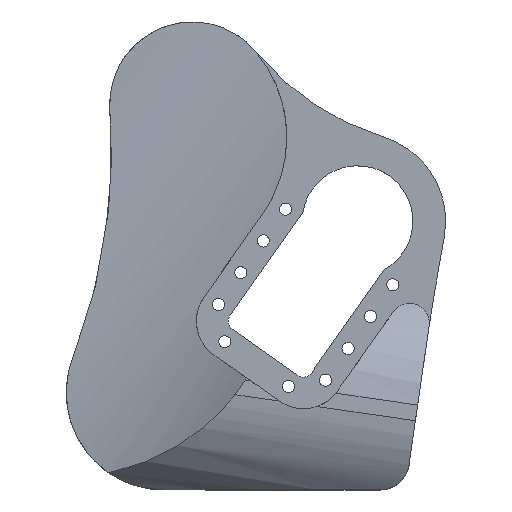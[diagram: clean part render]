
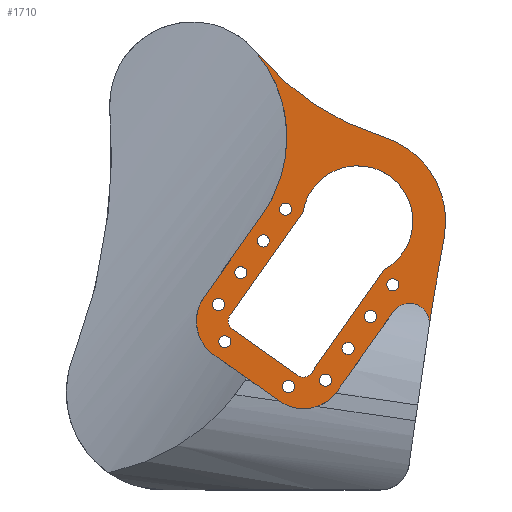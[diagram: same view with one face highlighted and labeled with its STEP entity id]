
A CAD part, top view. The second image highlights one B-rep face of the part: STEP entity #1710.
In plain terms, the highlighted planar face has unit normal (0, 0, 1).
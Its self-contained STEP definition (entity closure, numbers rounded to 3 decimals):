
#70=FACE_BOUND('',#318,.T.);
#71=FACE_BOUND('',#319,.T.);
#72=FACE_BOUND('',#320,.T.);
#73=FACE_BOUND('',#321,.T.);
#74=FACE_BOUND('',#322,.T.);
#75=FACE_BOUND('',#323,.T.);
#76=FACE_BOUND('',#324,.T.);
#77=FACE_BOUND('',#325,.T.);
#78=FACE_BOUND('',#326,.T.);
#79=FACE_BOUND('',#327,.T.);
#80=FACE_BOUND('',#328,.T.);
#123=PLANE('',#1882);
#205=FACE_OUTER_BOUND('',#317,.T.);
#317=EDGE_LOOP('',(#1535,#1536,#1537,#1538,#1539,#1540,#1541,#1542,#1543,
#1544));
#318=EDGE_LOOP('',(#1545));
#319=EDGE_LOOP('',(#1546));
#320=EDGE_LOOP('',(#1547));
#321=EDGE_LOOP('',(#1548));
#322=EDGE_LOOP('',(#1549));
#323=EDGE_LOOP('',(#1550));
#324=EDGE_LOOP('',(#1551));
#325=EDGE_LOOP('',(#1552));
#326=EDGE_LOOP('',(#1553));
#327=EDGE_LOOP('',(#1554));
#328=EDGE_LOOP('',(#1555,#1556,#1557,#1558,#1559,#1560));
#349=LINE('',#2439,#497);
#353=LINE('',#2451,#501);
#356=LINE('',#2460,#504);
#471=LINE('',#3028,#619);
#474=LINE('',#3035,#622);
#478=LINE('',#3045,#626);
#497=VECTOR('',#1976,10.);
#501=VECTOR('',#1988,10.);
#504=VECTOR('',#1999,10.);
#619=VECTOR('',#2316,10.);
#622=VECTOR('',#2325,10.);
#626=VECTOR('',#2335,10.);
#632=CIRCLE('',#1733,1.25);
#634=CIRCLE('',#1736,1.25);
#636=CIRCLE('',#1739,1.25);
#638=CIRCLE('',#1742,1.25);
#640=CIRCLE('',#1745,1.25);
#642=CIRCLE('',#1748,1.25);
#644=CIRCLE('',#1751,1.25);
#646=CIRCLE('',#1754,1.25);
#648=CIRCLE('',#1757,1.25);
#650=CIRCLE('',#1760,1.25);
#652=CIRCLE('',#1763,11.4);
#654=CIRCLE('',#1767,2.);
#656=CIRCLE('',#1771,2.);
#691=CIRCLE('',#1866,4.069);
#694=CIRCLE('',#1875,8.541);
#695=CIRCLE('',#1878,27.596);
#696=CIRCLE('',#1881,8.541);
#697=CIRCLE('',#1883,802.088);
#698=CIRCLE('',#1884,18.137);
#699=CIRCLE('',#1885,55.);
#701=VERTEX_POINT('',#2368);
#703=VERTEX_POINT('',#2374);
#705=VERTEX_POINT('',#2380);
#707=VERTEX_POINT('',#2386);
#709=VERTEX_POINT('',#2392);
#711=VERTEX_POINT('',#2398);
#713=VERTEX_POINT('',#2404);
#715=VERTEX_POINT('',#2410);
#717=VERTEX_POINT('',#2416);
#719=VERTEX_POINT('',#2422);
#722=VERTEX_POINT('',#2429);
#723=VERTEX_POINT('',#2431);
#725=VERTEX_POINT('',#2437);
#727=VERTEX_POINT('',#2443);
#729=VERTEX_POINT('',#2449);
#731=VERTEX_POINT('',#2455);
#845=VERTEX_POINT('',#2935);
#846=VERTEX_POINT('',#2937);
#852=VERTEX_POINT('',#3025);
#853=VERTEX_POINT('',#3027);
#854=VERTEX_POINT('',#3031);
#855=VERTEX_POINT('',#3037);
#856=VERTEX_POINT('',#3039);
#857=VERTEX_POINT('',#3043);
#858=VERTEX_POINT('',#3049);
#859=VERTEX_POINT('',#3051);
#862=EDGE_CURVE('',#701,#701,#632,.T.);
#865=EDGE_CURVE('',#703,#703,#634,.T.);
#868=EDGE_CURVE('',#705,#705,#636,.T.);
#871=EDGE_CURVE('',#707,#707,#638,.T.);
#874=EDGE_CURVE('',#709,#709,#640,.T.);
#877=EDGE_CURVE('',#711,#711,#642,.T.);
#880=EDGE_CURVE('',#713,#713,#644,.T.);
#883=EDGE_CURVE('',#715,#715,#646,.T.);
#886=EDGE_CURVE('',#717,#717,#648,.T.);
#889=EDGE_CURVE('',#719,#719,#650,.T.);
#892=EDGE_CURVE('',#723,#722,#652,.T.);
#896=EDGE_CURVE('',#722,#725,#349,.T.);
#899=EDGE_CURVE('',#725,#727,#654,.T.);
#902=EDGE_CURVE('',#727,#729,#353,.T.);
#905=EDGE_CURVE('',#729,#731,#656,.T.);
#907=EDGE_CURVE('',#731,#723,#356,.T.);
#1070=EDGE_CURVE('',#845,#846,#691,.T.);
#1085=EDGE_CURVE('',#852,#853,#471,.T.);
#1088=EDGE_CURVE('',#854,#852,#694,.T.);
#1089=EDGE_CURVE('',#846,#854,#474,.T.);
#1091=EDGE_CURVE('',#855,#856,#695,.T.);
#1094=EDGE_CURVE('',#857,#855,#478,.T.);
#1095=EDGE_CURVE('',#853,#857,#696,.T.);
#1096=EDGE_CURVE('',#858,#845,#697,.T.);
#1097=EDGE_CURVE('',#859,#858,#698,.T.);
#1098=EDGE_CURVE('',#856,#859,#699,.T.);
#1535=ORIENTED_EDGE('',*,*,#1095,.F.);
#1536=ORIENTED_EDGE('',*,*,#1085,.F.);
#1537=ORIENTED_EDGE('',*,*,#1088,.F.);
#1538=ORIENTED_EDGE('',*,*,#1089,.F.);
#1539=ORIENTED_EDGE('',*,*,#1070,.F.);
#1540=ORIENTED_EDGE('',*,*,#1096,.F.);
#1541=ORIENTED_EDGE('',*,*,#1097,.F.);
#1542=ORIENTED_EDGE('',*,*,#1098,.F.);
#1543=ORIENTED_EDGE('',*,*,#1091,.F.);
#1544=ORIENTED_EDGE('',*,*,#1094,.F.);
#1545=ORIENTED_EDGE('',*,*,#862,.T.);
#1546=ORIENTED_EDGE('',*,*,#865,.T.);
#1547=ORIENTED_EDGE('',*,*,#868,.T.);
#1548=ORIENTED_EDGE('',*,*,#871,.T.);
#1549=ORIENTED_EDGE('',*,*,#874,.T.);
#1550=ORIENTED_EDGE('',*,*,#877,.T.);
#1551=ORIENTED_EDGE('',*,*,#880,.T.);
#1552=ORIENTED_EDGE('',*,*,#883,.T.);
#1553=ORIENTED_EDGE('',*,*,#886,.T.);
#1554=ORIENTED_EDGE('',*,*,#889,.T.);
#1555=ORIENTED_EDGE('',*,*,#892,.T.);
#1556=ORIENTED_EDGE('',*,*,#896,.T.);
#1557=ORIENTED_EDGE('',*,*,#899,.T.);
#1558=ORIENTED_EDGE('',*,*,#902,.T.);
#1559=ORIENTED_EDGE('',*,*,#905,.T.);
#1560=ORIENTED_EDGE('',*,*,#907,.T.);
#1710=ADVANCED_FACE('',(#205,#70,#71,#72,#73,#74,#75,#76,#77,#78,#79,#80),
#123,.T.);
#1733=AXIS2_PLACEMENT_3D('',#2370,#1899,#1900);
#1736=AXIS2_PLACEMENT_3D('',#2376,#1906,#1907);
#1739=AXIS2_PLACEMENT_3D('',#2382,#1913,#1914);
#1742=AXIS2_PLACEMENT_3D('',#2388,#1920,#1921);
#1745=AXIS2_PLACEMENT_3D('',#2394,#1927,#1928);
#1748=AXIS2_PLACEMENT_3D('',#2400,#1934,#1935);
#1751=AXIS2_PLACEMENT_3D('',#2406,#1941,#1942);
#1754=AXIS2_PLACEMENT_3D('',#2412,#1948,#1949);
#1757=AXIS2_PLACEMENT_3D('',#2418,#1955,#1956);
#1760=AXIS2_PLACEMENT_3D('',#2424,#1962,#1963);
#1763=AXIS2_PLACEMENT_3D('',#2432,#1969,#1970);
#1767=AXIS2_PLACEMENT_3D('',#2445,#1982,#1983);
#1771=AXIS2_PLACEMENT_3D('',#2457,#1994,#1995);
#1866=AXIS2_PLACEMENT_3D('',#2938,#2292,#2293);
#1875=AXIS2_PLACEMENT_3D('',#3033,#2321,#2322);
#1878=AXIS2_PLACEMENT_3D('',#3040,#2329,#2330);
#1881=AXIS2_PLACEMENT_3D('',#3047,#2338,#2339);
#1882=AXIS2_PLACEMENT_3D('',#3048,#2340,#2341);
#1883=AXIS2_PLACEMENT_3D('',#3050,#2342,#2343);
#1884=AXIS2_PLACEMENT_3D('',#3052,#2344,#2345);
#1885=AXIS2_PLACEMENT_3D('',#3053,#2346,#2347);
#1899=DIRECTION('center_axis',(0.,0.,-1.));
#1900=DIRECTION('ref_axis',(-1.,0.,0.));
#1906=DIRECTION('center_axis',(0.,0.,-1.));
#1907=DIRECTION('ref_axis',(-1.,0.,0.));
#1913=DIRECTION('center_axis',(0.,0.,-1.));
#1914=DIRECTION('ref_axis',(-1.,0.,0.));
#1920=DIRECTION('center_axis',(0.,0.,-1.));
#1921=DIRECTION('ref_axis',(-1.,0.,0.));
#1927=DIRECTION('center_axis',(0.,0.,-1.));
#1928=DIRECTION('ref_axis',(-1.,0.,0.));
#1934=DIRECTION('center_axis',(0.,0.,-1.));
#1935=DIRECTION('ref_axis',(-1.,0.,0.));
#1941=DIRECTION('center_axis',(0.,0.,-1.));
#1942=DIRECTION('ref_axis',(-1.,0.,0.));
#1948=DIRECTION('center_axis',(0.,0.,-1.));
#1949=DIRECTION('ref_axis',(-1.,0.,0.));
#1955=DIRECTION('center_axis',(0.,0.,-1.));
#1956=DIRECTION('ref_axis',(-1.,0.,0.));
#1962=DIRECTION('center_axis',(0.,0.,-1.));
#1963=DIRECTION('ref_axis',(-1.,0.,0.));
#1969=DIRECTION('center_axis',(0.,0.,-1.));
#1970=DIRECTION('ref_axis',(0.987,-0.161,0.));
#1976=DIRECTION('',(-0.577,-0.817,0.));
#1982=DIRECTION('center_axis',(0.,0.,-1.));
#1983=DIRECTION('ref_axis',(-0.817,0.577,0.));
#1988=DIRECTION('',(-0.817,0.577,0.));
#1994=DIRECTION('center_axis',(0.,0.,-1.));
#1995=DIRECTION('ref_axis',(0.577,0.817,0.));
#1999=DIRECTION('',(0.577,0.817,0.));
#2292=DIRECTION('center_axis',(0.,0.,1.));
#2293=DIRECTION('ref_axis',(-0.99,0.143,0.));
#2316=DIRECTION('',(-0.817,0.577,0.));
#2321=DIRECTION('center_axis',(0.,0.,-1.));
#2322=DIRECTION('ref_axis',(-0.577,-0.817,0.));
#2325=DIRECTION('',(-0.577,-0.817,0.));
#2329=DIRECTION('center_axis',(0.,0.,1.));
#2330=DIRECTION('ref_axis',(-0.817,0.577,0.));
#2335=DIRECTION('',(0.577,0.817,0.));
#2338=DIRECTION('center_axis',(0.,0.,-1.));
#2339=DIRECTION('ref_axis',(-0.817,0.577,0.));
#2340=DIRECTION('center_axis',(0.,0.,1.));
#2341=DIRECTION('ref_axis',(1.,0.,0.));
#2342=DIRECTION('center_axis',(0.,0.,1.));
#2343=DIRECTION('ref_axis',(-0.984,0.179,0.));
#2344=DIRECTION('center_axis',(0.,0.,-1.));
#2345=DIRECTION('ref_axis',(-0.984,0.179,0.));
#2346=DIRECTION('center_axis',(0.,0.,1.));
#2347=DIRECTION('ref_axis',(-0.77,-0.638,0.));
#2368=CARTESIAN_POINT('',(26.122,41.245,2.));
#2370=CARTESIAN_POINT('Origin',(24.872,41.245,2.));
#2374=CARTESIAN_POINT('',(16.895,28.173,2.));
#2376=CARTESIAN_POINT('Origin',(15.645,28.173,2.));
#2380=CARTESIAN_POINT('',(31.288,11.281,2.));
#2382=CARTESIAN_POINT('Origin',(30.038,11.281,2.));
#2386=CARTESIAN_POINT('',(43.567,19.138,2.));
#2388=CARTESIAN_POINT('Origin',(42.317,19.138,2.));
#2392=CARTESIAN_POINT('',(52.794,32.21,2.));
#2394=CARTESIAN_POINT('Origin',(51.544,32.21,2.));
#2398=CARTESIAN_POINT('',(48.18,25.674,2.));
#2400=CARTESIAN_POINT('Origin',(46.93,25.674,2.));
#2404=CARTESIAN_POINT('',(38.953,12.603,2.));
#2406=CARTESIAN_POINT('Origin',(37.703,12.603,2.));
#2410=CARTESIAN_POINT('',(18.217,20.508,2.));
#2412=CARTESIAN_POINT('Origin',(16.967,20.508,2.));
#2416=CARTESIAN_POINT('',(21.509,34.709,2.));
#2418=CARTESIAN_POINT('Origin',(20.259,34.709,2.));
#2422=CARTESIAN_POINT('',(30.735,47.78,2.));
#2424=CARTESIAN_POINT('Origin',(29.485,47.78,2.));
#2429=CARTESIAN_POINT('',(49.759,35.318,2.));
#2431=CARTESIAN_POINT('',(33.012,47.14,2.));
#2432=CARTESIAN_POINT('Origin',(44.263,45.305,2.));
#2437=CARTESIAN_POINT('',(34.76,14.068,2.));
#2439=CARTESIAN_POINT('',(41.161,23.137,2.));
#2443=CARTESIAN_POINT('',(31.972,13.588,2.));
#2445=CARTESIAN_POINT('Origin',(33.126,15.222,2.));
#2449=CARTESIAN_POINT('',(18.492,23.103,2.));
#2451=CARTESIAN_POINT('',(20.437,21.73,2.));
#2455=CARTESIAN_POINT('',(18.012,25.89,2.));
#2457=CARTESIAN_POINT('Origin',(19.646,24.737,2.));
#2460=CARTESIAN_POINT('',(31.913,45.584,2.));
#2935=CARTESIAN_POINT('',(58.991,23.71,2.));
#2937=CARTESIAN_POINT('',(51.64,26.638,2.));
#2938=CARTESIAN_POINT('Origin',(54.964,24.292,2.));
#3025=CARTESIAN_POINT('',(28.2,8.244,2.));
#3027=CARTESIAN_POINT('',(14.72,17.759,2.));
#3028=CARTESIAN_POINT('',(14.72,17.759,2.));
#3031=CARTESIAN_POINT('',(40.104,10.296,2.));
#3033=CARTESIAN_POINT('Origin',(33.126,15.222,2.));
#3035=CARTESIAN_POINT('',(40.104,10.296,2.));
#3037=CARTESIAN_POINT('',(24.647,46.633,2.));
#3039=CARTESIAN_POINT('',(23.357,80.147,2.));
#3040=CARTESIAN_POINT('Origin',(2.101,62.547,2.));
#3043=CARTESIAN_POINT('',(12.668,29.663,2.));
#3045=CARTESIAN_POINT('',(24.647,46.633,2.));
#3047=CARTESIAN_POINT('Origin',(19.646,24.737,2.));
#3048=CARTESIAN_POINT('Origin',(36.339,40.129,2.));
#3049=CARTESIAN_POINT('',(62.108,42.061,2.));
#3050=CARTESIAN_POINT('Origin',(851.262,-101.397,2.));
#3051=CARTESIAN_POINT('',(49.584,62.645,2.));
#3052=CARTESIAN_POINT('Origin',(44.263,45.305,2.));
#3053=CARTESIAN_POINT('Origin',(65.72,115.224,2.));
